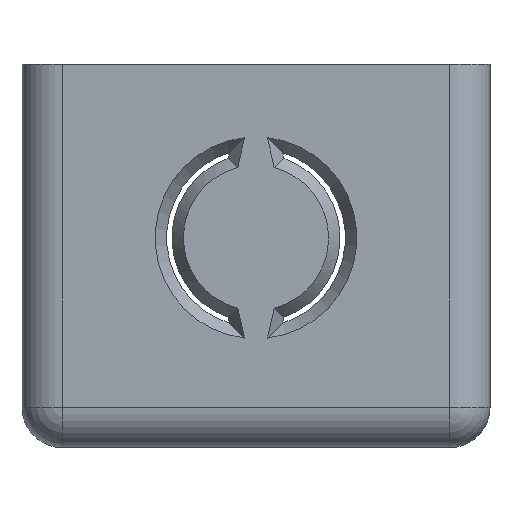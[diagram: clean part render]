
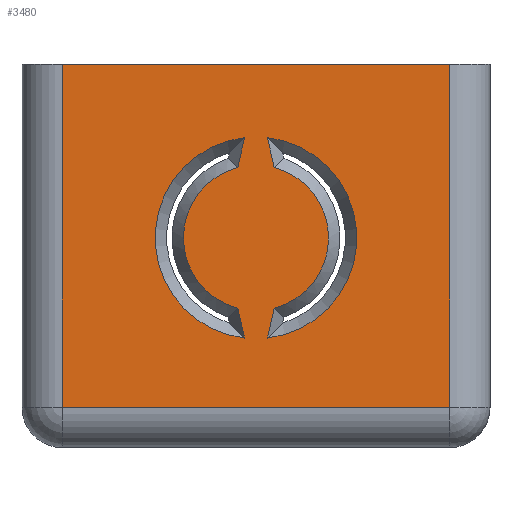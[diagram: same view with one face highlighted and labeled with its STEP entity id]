
A CAD part, front view. The second image highlights one B-rep face of the part: STEP entity #3480.
In plain terms, the highlighted planar face has unit normal (0, -1, 0).
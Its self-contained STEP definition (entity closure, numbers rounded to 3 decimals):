
#39 = AXIS2_PLACEMENT_3D ( 'NONE', #2327, #6711, #1888 ) ;
#99 = CARTESIAN_POINT ( 'NONE',  ( -2.25, -50.5, 34.714 ) ) ;
#139 = VERTEX_POINT ( 'NONE', #3099 ) ;
#238 = LINE ( 'NONE', #2254, #3147 ) ;
#285 = ORIENTED_EDGE ( 'NONE', *, *, #3136, .F. ) ;
#312 = FACE_OUTER_BOUND ( 'NONE', #3117, .T. ) ;
#328 = LINE ( 'NONE', #1909, #5723 ) ;
#560 = VERTEX_POINT ( 'NONE', #2747 ) ;
#674 = ORIENTED_EDGE ( 'NONE', *, *, #730, .T. ) ;
#729 = VECTOR ( 'NONE', #6916, 1000. ) ;
#730 = EDGE_CURVE ( 'NONE', #560, #1796, #2010, .T. ) ;
#783 = EDGE_CURVE ( 'NONE', #5263, #139, #983, .T. ) ;
#796 = VERTEX_POINT ( 'NONE', #2638 ) ;
#812 = ORIENTED_EDGE ( 'NONE', *, *, #1189, .F. ) ;
#907 = AXIS2_PLACEMENT_3D ( 'NONE', #6639, #1815, #5104 ) ;
#917 = DIRECTION ( 'NONE',  ( 0., -1., 0. ) ) ;
#961 = DIRECTION ( 'NONE',  ( 0., 0., -1. ) ) ;
#981 = CARTESIAN_POINT ( 'NONE',  ( -24., -50.5, 47.5 ) ) ;
#983 = CIRCLE ( 'NONE', #3777, 12.5 ) ;
#1004 = DIRECTION ( 'NONE',  ( 0., -1., 0. ) ) ;
#1061 = LINE ( 'NONE', #2108, #2230 ) ;
#1134 = CARTESIAN_POINT ( 'NONE',  ( 1.42, -50.5, 13.581 ) ) ;
#1189 = EDGE_CURVE ( 'NONE', #139, #5569, #1061, .T. ) ;
#1351 = CARTESIAN_POINT ( 'NONE',  ( -2.25, -50.5, 17.286 ) ) ;
#1405 = EDGE_LOOP ( 'NONE', ( #6246, #3181, #285, #5409 ) ) ;
#1455 = LINE ( 'NONE', #2497, #2519 ) ;
#1497 = LINE ( 'NONE', #3648, #6313 ) ;
#1550 = DIRECTION ( 'NONE',  ( 0., 1., 0. ) ) ;
#1744 = EDGE_CURVE ( 'NONE', #3278, #5263, #328, .T. ) ;
#1796 = VERTEX_POINT ( 'NONE', #5780 ) ;
#1815 = DIRECTION ( 'NONE',  ( 0., 1., 0. ) ) ;
#1888 = DIRECTION ( 'NONE',  ( 0., 0., 1. ) ) ;
#1909 = CARTESIAN_POINT ( 'NONE',  ( -1.42, -50.5, 38.419 ) ) ;
#2003 = AXIS2_PLACEMENT_3D ( 'NONE', #6754, #917, #961 ) ;
#2010 = LINE ( 'NONE', #5747, #2325 ) ;
#2054 = DIRECTION ( 'NONE',  ( 0., 0., -1. ) ) ;
#2108 = CARTESIAN_POINT ( 'NONE',  ( -2.25, -50.5, 17.286 ) ) ;
#2119 = VERTEX_POINT ( 'NONE', #3584 ) ;
#2230 = VECTOR ( 'NONE', #6388, 1000. ) ;
#2254 = CARTESIAN_POINT ( 'NONE',  ( 2.25, -50.5, 34.714 ) ) ;
#2325 = VECTOR ( 'NONE', #5276, 1000. ) ;
#2327 = CARTESIAN_POINT ( 'NONE',  ( -24., -50.5, 47.5 ) ) ;
#2435 = FACE_BOUND ( 'NONE', #5014, .T. ) ;
#2489 = CIRCLE ( 'NONE', #907, 9. ) ;
#2497 = CARTESIAN_POINT ( 'NONE',  ( 24., -50.5, 47.5 ) ) ;
#2519 = VECTOR ( 'NONE', #4641, 1000. ) ;
#2543 = EDGE_CURVE ( 'NONE', #3664, #2119, #5605, .T. ) ;
#2563 = CARTESIAN_POINT ( 'NONE',  ( 0., -50.5, 26. ) ) ;
#2638 = CARTESIAN_POINT ( 'NONE',  ( 2.25, -50.5, 17.286 ) ) ;
#2639 = DIRECTION ( 'NONE',  ( 0., 0., -1. ) ) ;
#2747 = CARTESIAN_POINT ( 'NONE',  ( -24., -50.5, 5. ) ) ;
#2785 = VERTEX_POINT ( 'NONE', #6265 ) ;
#3099 = CARTESIAN_POINT ( 'NONE',  ( -1.42, -50.5, 13.581 ) ) ;
#3117 = EDGE_LOOP ( 'NONE', ( #6797, #674, #4235, #6774 ) ) ;
#3136 = EDGE_CURVE ( 'NONE', #2119, #5709, #238, .T. ) ;
#3147 = VECTOR ( 'NONE', #5562, 1000. ) ;
#3181 = ORIENTED_EDGE ( 'NONE', *, *, #3690, .F. ) ;
#3278 = VERTEX_POINT ( 'NONE', #99 ) ;
#3308 = VERTEX_POINT ( 'NONE', #5916 ) ;
#3388 = EDGE_CURVE ( 'NONE', #796, #3664, #5494, .T. ) ;
#3407 = PLANE ( 'NONE',  #39 ) ;
#3480 = ADVANCED_FACE ( 'NONE', ( #5111, #2435, #312 ), #3407, .F. ) ;
#3584 = CARTESIAN_POINT ( 'NONE',  ( 1.42, -50.5, 38.419 ) ) ;
#3648 = CARTESIAN_POINT ( 'NONE',  ( -24., -50.5, 47.5 ) ) ;
#3664 = VERTEX_POINT ( 'NONE', #4001 ) ;
#3690 = EDGE_CURVE ( 'NONE', #5709, #796, #2489, .T. ) ;
#3777 = AXIS2_PLACEMENT_3D ( 'NONE', #2563, #1004, #2054 ) ;
#3859 = ORIENTED_EDGE ( 'NONE', *, *, #1744, .F. ) ;
#3960 = DIRECTION ( 'NONE',  ( 0.218, 0., 0.976 ) ) ;
#4001 = CARTESIAN_POINT ( 'NONE',  ( 1.42, -50.5, 13.581 ) ) ;
#4068 = DIRECTION ( 'NONE',  ( 1., 0., 0. ) ) ;
#4117 = EDGE_CURVE ( 'NONE', #5569, #3278, #6182, .T. ) ;
#4235 = ORIENTED_EDGE ( 'NONE', *, *, #4671, .F. ) ;
#4306 = ORIENTED_EDGE ( 'NONE', *, *, #783, .F. ) ;
#4608 = EDGE_CURVE ( 'NONE', #3308, #560, #6236, .T. ) ;
#4634 = AXIS2_PLACEMENT_3D ( 'NONE', #5959, #1550, #2639 ) ;
#4641 = DIRECTION ( 'NONE',  ( 0., 0., -1. ) ) ;
#4671 = EDGE_CURVE ( 'NONE', #2785, #1796, #1455, .T. ) ;
#4804 = CARTESIAN_POINT ( 'NONE',  ( 2.25, -50.5, 34.714 ) ) ;
#4957 = VECTOR ( 'NONE', #5463, 1000. ) ;
#5014 = EDGE_LOOP ( 'NONE', ( #3859, #5645, #812, #4306 ) ) ;
#5104 = DIRECTION ( 'NONE',  ( 0., 0., 1. ) ) ;
#5111 = FACE_BOUND ( 'NONE', #1405, .T. ) ;
#5263 = VERTEX_POINT ( 'NONE', #6466 ) ;
#5276 = DIRECTION ( 'NONE',  ( 1., 0., 0. ) ) ;
#5409 = ORIENTED_EDGE ( 'NONE', *, *, #2543, .F. ) ;
#5427 = EDGE_CURVE ( 'NONE', #3308, #2785, #1497, .T. ) ;
#5463 = DIRECTION ( 'NONE',  ( -0.218, 0., -0.976 ) ) ;
#5494 = LINE ( 'NONE', #1134, #4957 ) ;
#5562 = DIRECTION ( 'NONE',  ( 0.218, 0., -0.976 ) ) ;
#5569 = VERTEX_POINT ( 'NONE', #1351 ) ;
#5605 = CIRCLE ( 'NONE', #2003, 12.5 ) ;
#5645 = ORIENTED_EDGE ( 'NONE', *, *, #4117, .F. ) ;
#5709 = VERTEX_POINT ( 'NONE', #4804 ) ;
#5723 = VECTOR ( 'NONE', #3960, 1000. ) ;
#5747 = CARTESIAN_POINT ( 'NONE',  ( -24., -50.5, 5. ) ) ;
#5780 = CARTESIAN_POINT ( 'NONE',  ( 24., -50.5, 5. ) ) ;
#5916 = CARTESIAN_POINT ( 'NONE',  ( -24., -50.5, 47.5 ) ) ;
#5959 = CARTESIAN_POINT ( 'NONE',  ( 0., -50.5, 26. ) ) ;
#6182 = CIRCLE ( 'NONE', #4634, 9. ) ;
#6236 = LINE ( 'NONE', #981, #729 ) ;
#6246 = ORIENTED_EDGE ( 'NONE', *, *, #3388, .F. ) ;
#6265 = CARTESIAN_POINT ( 'NONE',  ( 24., -50.5, 47.5 ) ) ;
#6313 = VECTOR ( 'NONE', #4068, 1000. ) ;
#6388 = DIRECTION ( 'NONE',  ( -0.218, 0., 0.976 ) ) ;
#6466 = CARTESIAN_POINT ( 'NONE',  ( -1.42, -50.5, 38.419 ) ) ;
#6639 = CARTESIAN_POINT ( 'NONE',  ( 0., -50.5, 26. ) ) ;
#6711 = DIRECTION ( 'NONE',  ( 0., 1., 0. ) ) ;
#6754 = CARTESIAN_POINT ( 'NONE',  ( 0., -50.5, 26. ) ) ;
#6774 = ORIENTED_EDGE ( 'NONE', *, *, #5427, .F. ) ;
#6797 = ORIENTED_EDGE ( 'NONE', *, *, #4608, .T. ) ;
#6916 = DIRECTION ( 'NONE',  ( 0., 0., -1. ) ) ;
